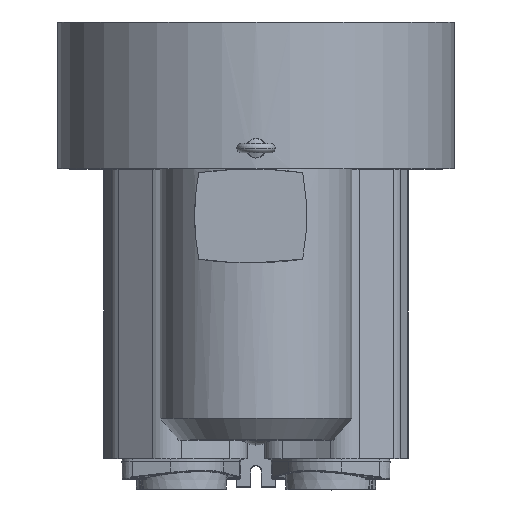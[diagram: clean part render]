
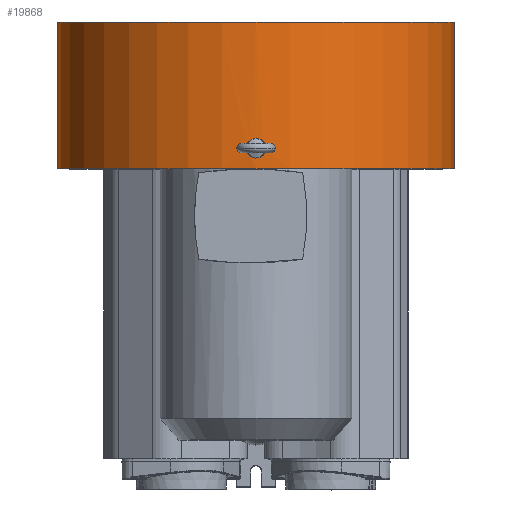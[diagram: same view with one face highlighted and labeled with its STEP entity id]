
A CAD part, top view. The second image highlights one B-rep face of the part: STEP entity #19868.
In plain terms, the highlighted cylindrical face has radius 275 mm (diameter 550 mm), a partial arc.
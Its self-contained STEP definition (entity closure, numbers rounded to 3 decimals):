
#6546=CARTESIAN_POINT('',(0.,-138.3,0.));
#6547=DIRECTION('',(0.,1.,0.));
#6548=DIRECTION('',(-1.,0.,0.));
#6549=AXIS2_PLACEMENT_3D('',#6546,#6547,#6548);
#6780=DIRECTION('',(0.,1.,0.));
#6781=VECTOR('',#6780,203.3);
#6782=CARTESIAN_POINT('',(275.,-138.3,0.));
#6783=LINE('',#6782,#6781);
#6789=CARTESIAN_POINT('',(0.,65.,0.));
#6790=DIRECTION('',(0.,-1.,0.));
#6791=DIRECTION('',(1.,0.,0.));
#6792=AXIS2_PLACEMENT_3D('',#6789,#6790,#6791);
#6834=DIRECTION('',(0.,1.,0.));
#6835=VECTOR('',#6834,203.3);
#6836=CARTESIAN_POINT('',(-275.,-138.3,0.));
#6837=LINE('',#6836,#6835);
#6838=CARTESIAN_POINT('',(12.447,-115.931,274.718));
#6839=CARTESIAN_POINT('',(11.881,-117.106,274.744));
#6840=CARTESIAN_POINT('',(10.471,-119.207,274.804));
#6841=CARTESIAN_POINT('',(7.524,-121.73,274.904));
#6842=CARTESIAN_POINT('',(3.914,-123.36,274.981));
#6843=CARTESIAN_POINT('',(0.028,-123.914,
275.009));
#6844=CARTESIAN_POINT('',(-3.885,-123.369,
274.981));
#6845=CARTESIAN_POINT('',(-7.488,-121.753,
274.905));
#6846=CARTESIAN_POINT('',(-10.464,-119.218,
274.805));
#6847=CARTESIAN_POINT('',(-11.879,-117.11,
274.744));
#6848=CARTESIAN_POINT('',(-12.447,-115.931,
274.718));
#6860=CARTESIAN_POINT('',(-12.447,-115.931,
274.718));
#6861=CARTESIAN_POINT('',(-12.771,-115.256,
274.703));
#6862=CARTESIAN_POINT('',(-13.539,-114.002,
274.667));
#6863=CARTESIAN_POINT('',(-14.52,-112.094,
274.617));
#6864=CARTESIAN_POINT('',(-14.801,-110.712,
274.601));
#6865=CARTESIAN_POINT('',(-14.801,-110.,274.601));
#6881=CARTESIAN_POINT('',(-14.801,-110.,274.601));
#6882=CARTESIAN_POINT('',(-14.801,-109.283,
274.601));
#6883=CARTESIAN_POINT('',(-14.514,-107.896,
274.617));
#6884=CARTESIAN_POINT('',(-13.56,-106.033,
274.666));
#6885=CARTESIAN_POINT('',(-12.779,-104.759,
274.703));
#6886=CARTESIAN_POINT('',(-12.447,-104.069,
274.718));
#6900=CARTESIAN_POINT('',(-12.447,-104.069,
274.718));
#6901=CARTESIAN_POINT('',(-11.881,-102.894,
274.744));
#6902=CARTESIAN_POINT('',(-10.471,-100.793,
274.804));
#6903=CARTESIAN_POINT('',(-7.524,-98.27,
274.904));
#6904=CARTESIAN_POINT('',(-3.914,-96.64,
274.981));
#6905=CARTESIAN_POINT('',(-0.028,-96.086,
275.009));
#6906=CARTESIAN_POINT('',(3.885,-96.631,274.981));
#6907=CARTESIAN_POINT('',(7.488,-98.247,274.905));
#6908=CARTESIAN_POINT('',(10.464,-100.782,274.805));
#6909=CARTESIAN_POINT('',(11.879,-102.89,274.744));
#6910=CARTESIAN_POINT('',(12.447,-104.069,274.718));
#6922=CARTESIAN_POINT('',(12.447,-104.069,274.718));
#6923=CARTESIAN_POINT('',(12.771,-104.744,274.703));
#6924=CARTESIAN_POINT('',(13.539,-105.998,274.667));
#6925=CARTESIAN_POINT('',(14.52,-107.906,274.617));
#6926=CARTESIAN_POINT('',(14.801,-109.288,274.601));
#6927=CARTESIAN_POINT('',(14.801,-110.,274.601));
#6943=CARTESIAN_POINT('',(14.801,-110.,274.601));
#6944=CARTESIAN_POINT('',(14.801,-110.717,274.601));
#6945=CARTESIAN_POINT('',(14.514,-112.104,274.617));
#6946=CARTESIAN_POINT('',(13.56,-113.967,274.666));
#6947=CARTESIAN_POINT('',(12.779,-115.241,274.703));
#6948=CARTESIAN_POINT('',(12.447,-115.931,274.718));
#13367=CARTESIAN_POINT('',(-275.,-138.3,0.));
#13368=VERTEX_POINT('',#13367);
#13369=CARTESIAN_POINT('',(275.,-138.3,0.));
#13370=VERTEX_POINT('',#13369);
#13437=CARTESIAN_POINT('',(-275.,65.,0.));
#13438=CARTESIAN_POINT('',(275.,65.,0.));
#13439=VERTEX_POINT('',#13437);
#13440=VERTEX_POINT('',#13438);
#13482=VERTEX_POINT('',#6838);
#13483=VERTEX_POINT('',#6848);
#13484=VERTEX_POINT('',#6943);
#13485=VERTEX_POINT('',#6922);
#13486=VERTEX_POINT('',#6900);
#13487=VERTEX_POINT('',#6881);
#19843=CARTESIAN_POINT('',(0.,65.,0.));
#19844=DIRECTION('',(0.,1.,0.));
#19845=DIRECTION('',(-1.,0.,0.));
#19846=AXIS2_PLACEMENT_3D('',#19843,#19844,#19845);
#19847=CYLINDRICAL_SURFACE('',#19846,275.);
#19848=ORIENTED_EDGE('',*,*,#19814,.F.);
#19849=ORIENTED_EDGE('',*,*,#19803,.F.);
#19850=ORIENTED_EDGE('',*,*,#19563,.F.);
#19851=ORIENTED_EDGE('',*,*,#19751,.T.);
#19852=EDGE_LOOP('',(#19848,#19849,#19850,#19851));
#19853=FACE_OUTER_BOUND('',#19852,.F.);
#19855=ORIENTED_EDGE('',*,*,#19854,.F.);
#19857=ORIENTED_EDGE('',*,*,#19856,.F.);
#19859=ORIENTED_EDGE('',*,*,#19858,.F.);
#19861=ORIENTED_EDGE('',*,*,#19860,.F.);
#19863=ORIENTED_EDGE('',*,*,#19862,.F.);
#19865=ORIENTED_EDGE('',*,*,#19864,.F.);
#19866=EDGE_LOOP('',(#19855,#19857,#19859,#19861,#19863,#19865));
#19867=FACE_BOUND('',#19866,.F.);
#19868=ADVANCED_FACE('',(#19853,#19867),#19847,.T.);
#6550=CIRCLE('',#6549,275.);
#6793=CIRCLE('',#6792,275.);
#6849=B_SPLINE_CURVE_WITH_KNOTS('',3,(#6838,#6839,#6840,#6841,#6842,#6843,#6844,
#6845,#6846,#6847,#6848),.UNSPECIFIED.,.F.,.F.,(4,1,1,1,1,1,1,1,4),(0.,
0.125,0.25,0.375,0.5,0.625,0.75,0.875,1.),.UNSPECIFIED.);
#6866=B_SPLINE_CURVE_WITH_KNOTS('',3,(#6860,#6861,#6862,#6863,#6864,#6865),
.UNSPECIFIED.,.F.,.F.,(4,1,1,4),(0.,0.333,0.667,1.),
.UNSPECIFIED.);
#6887=B_SPLINE_CURVE_WITH_KNOTS('',3,(#6881,#6882,#6883,#6884,#6885,#6886),
.UNSPECIFIED.,.F.,.F.,(4,1,1,4),(0.,0.333,0.667,1.),
.UNSPECIFIED.);
#6911=B_SPLINE_CURVE_WITH_KNOTS('',3,(#6900,#6901,#6902,#6903,#6904,#6905,#6906,
#6907,#6908,#6909,#6910),.UNSPECIFIED.,.F.,.F.,(4,1,1,1,1,1,1,1,4),(0.,
0.125,0.25,0.375,0.5,0.625,0.75,0.875,1.),.UNSPECIFIED.);
#6928=B_SPLINE_CURVE_WITH_KNOTS('',3,(#6922,#6923,#6924,#6925,#6926,#6927),
.UNSPECIFIED.,.F.,.F.,(4,1,1,4),(0.,0.333,0.667,1.),
.UNSPECIFIED.);
#6949=B_SPLINE_CURVE_WITH_KNOTS('',3,(#6943,#6944,#6945,#6946,#6947,#6948),
.UNSPECIFIED.,.F.,.F.,(4,1,1,4),(0.,0.333,0.667,1.),
.UNSPECIFIED.);
#19563=EDGE_CURVE('',#13368,#13370,#6550,.T.);
#19751=EDGE_CURVE('',#13368,#13439,#6837,.T.);
#19803=EDGE_CURVE('',#13370,#13440,#6783,.T.);
#19814=EDGE_CURVE('',#13440,#13439,#6793,.T.);
#19854=EDGE_CURVE('',#13482,#13483,#6849,.T.);
#19856=EDGE_CURVE('',#13484,#13482,#6949,.T.);
#19858=EDGE_CURVE('',#13485,#13484,#6928,.T.);
#19860=EDGE_CURVE('',#13486,#13485,#6911,.T.);
#19862=EDGE_CURVE('',#13487,#13486,#6887,.T.);
#19864=EDGE_CURVE('',#13483,#13487,#6866,.T.);
